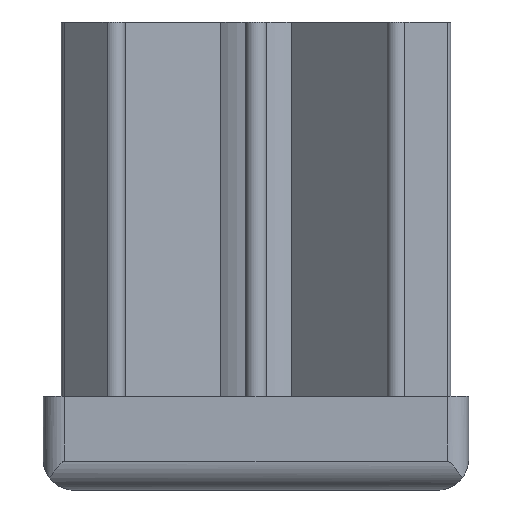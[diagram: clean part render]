
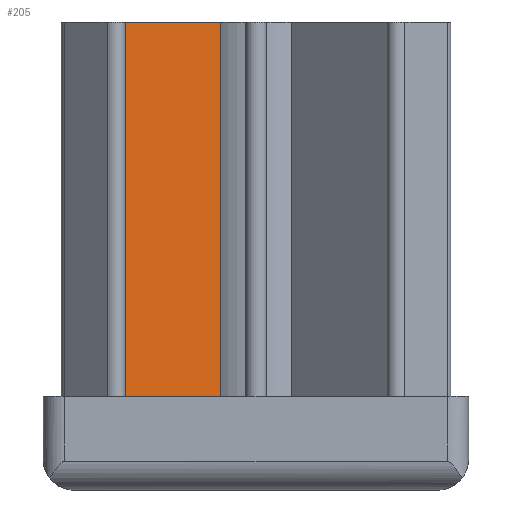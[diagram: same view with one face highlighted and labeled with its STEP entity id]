
A CAD part, front view. The second image highlights one B-rep face of the part: STEP entity #205.
In plain terms, the highlighted planar face has unit normal (0.707, -0.707, 0).
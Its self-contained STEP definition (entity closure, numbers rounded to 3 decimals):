
#205 = ADVANCED_FACE( '', ( #418 ), #419, .F. );
#418 = FACE_OUTER_BOUND( '', #633, .T. );
#419 = PLANE( '', #634 );
#633 = EDGE_LOOP( '', ( #1228, #1229, #1230, #1231 ) );
#634 = AXIS2_PLACEMENT_3D( '', #1232, #1233, #1234 );
#1228 = ORIENTED_EDGE( '', *, *, #1469, .T. );
#1229 = ORIENTED_EDGE( '', *, *, #1371, .T. );
#1230 = ORIENTED_EDGE( '', *, *, #1304, .F. );
#1231 = ORIENTED_EDGE( '', *, *, #1487, .F. );
#1232 = CARTESIAN_POINT( '', ( -17.348, -19.116, 55. ) );
#1233 = DIRECTION( '', ( -0.707, 0.707, 0. ) );
#1234 = DIRECTION( '', ( -0.707, -0.707, 0. ) );
#1304 = EDGE_CURVE( '', #1556, #1557, #1558, .T. );
#1371 = EDGE_CURVE( '', #1683, #1557, #1684, .T. );
#1469 = EDGE_CURVE( '', #1827, #1683, #1828, .T. );
#1487 = EDGE_CURVE( '', #1827, #1556, #1851, .T. );
#1556 = VERTEX_POINT( '', #1933 );
#1557 = VERTEX_POINT( '', #1934 );
#1558 = LINE( '', #1935, #1936 );
#1683 = VERTEX_POINT( '', #2098 );
#1684 = LINE( '', #2099, #2100 );
#1827 = VERTEX_POINT( '', #2442 );
#1828 = LINE( '', #2443, #2444 );
#1851 = LINE( '', #2475, #2476 );
#1933 = CARTESIAN_POINT( '', ( -4.166, -5.934, 55. ) );
#1934 = CARTESIAN_POINT( '', ( -4.166, -5.934, 11. ) );
#1935 = CARTESIAN_POINT( '', ( -4.166, -5.934, 55. ) );
#1936 = VECTOR( '', #2583, 1000. );
#2098 = CARTESIAN_POINT( '', ( -17.348, -19.116, 11. ) );
#2099 = CARTESIAN_POINT( '', ( -17.348, -19.116, 11. ) );
#2100 = VECTOR( '', #2696, 1000. );
#2442 = CARTESIAN_POINT( '', ( -17.348, -19.116, 55. ) );
#2443 = CARTESIAN_POINT( '', ( -17.348, -19.116, 55. ) );
#2444 = VECTOR( '', #2776, 1000. );
#2475 = CARTESIAN_POINT( '', ( -17.348, -19.116, 55. ) );
#2476 = VECTOR( '', #2794, 1000. );
#2583 = DIRECTION( '', ( 0., 0., -1. ) );
#2696 = DIRECTION( '', ( 0.707, 0.707, 0. ) );
#2776 = DIRECTION( '', ( 0., 0., -1. ) );
#2794 = DIRECTION( '', ( 0.707, 0.707, 0. ) );
